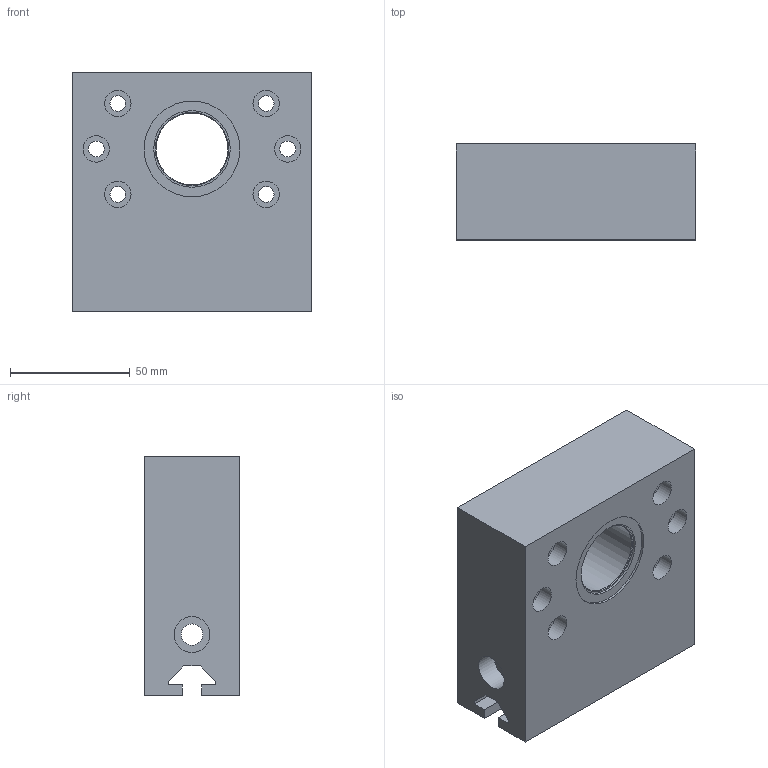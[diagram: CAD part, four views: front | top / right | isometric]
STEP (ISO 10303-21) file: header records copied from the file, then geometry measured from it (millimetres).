
FILE_DESCRIPTION((''),'2;1');
FILE_NAME('SL9805S.ipt.step','2007-09-10T15:15:06',(''),(''),'Autodesk Inventor 11','Autodesk Inventor 11','');
FILE_SCHEMA(('AUTOMOTIVE_DESIGN { 1 0 10303 214 1 1 1 1 }'));
Length unit declared in the file: millimetre
Products named in the file (1): SL9805S
Bounding box: 100 x 40 x 100 mm (x, y, z)
Volume: 321880.9 mm3; surface area: 56655.8 mm2
Topology: 1 solids, 1 shells, 105 faces, 220 edges, 146 vertices
Faces by surface type: plane 61, bspline 27, cylinder 15, cone 2
Full cylindrical faces by diameter (mm): 10 x3, 11 x9, 30 x1, 32 x1, 40 x1
Entity records: 2910 total; most frequent: CARTESIAN_POINT 757, DIRECTION 410, ORIENTED_EDGE 372, EDGE_CURVE 186, EDGE_LOOP 184, VERTEX_POINT 146, AXIS2_PLACEMENT_3D 145, VECTOR 120
